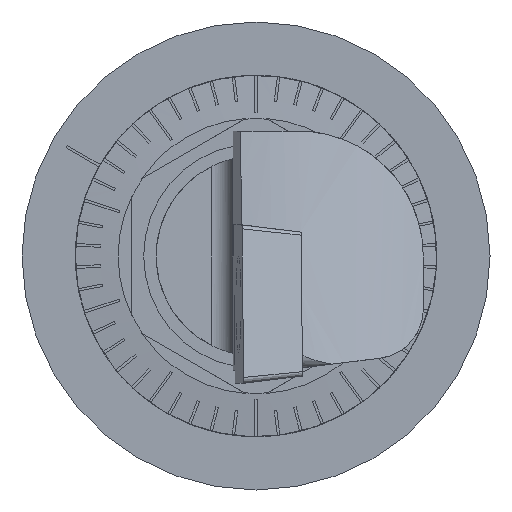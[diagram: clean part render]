
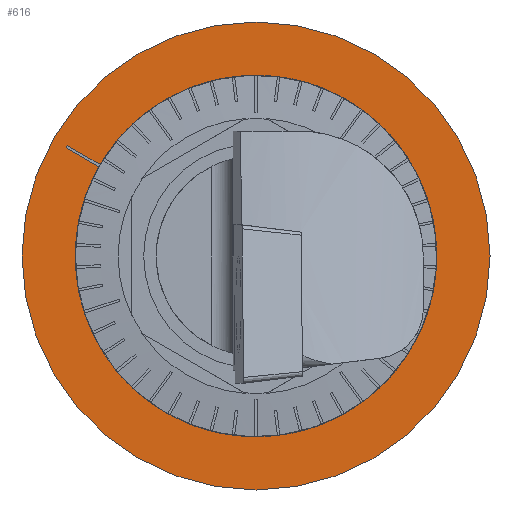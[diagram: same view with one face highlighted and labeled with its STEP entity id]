
A CAD part, left-side view. The second image highlights one B-rep face of the part: STEP entity #616.
In plain terms, the highlighted planar face has unit normal (-1, 0, 0).
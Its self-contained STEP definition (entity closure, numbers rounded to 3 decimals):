
#410=FACE_BOUND('',#1402,.T.);
#411=FACE_BOUND('',#1403,.T.);
#440=CIRCLE('',#5452,9.375);
#447=CIRCLE('',#5467,7.239);
#616=ADVANCED_FACE('',(#410,#411),#864,.T.);
#864=PLANE('',#5468);
#1402=EDGE_LOOP('',(#2662,#2663,#2664,#2665));
#1403=EDGE_LOOP('',(#2666));
#1671=LINE('',#7937,#2094);
#1672=LINE('',#7939,#2095);
#1673=LINE('',#7941,#2096);
#2094=VECTOR('',#6056,1.);
#2095=VECTOR('',#6057,1.);
#2096=VECTOR('',#6058,1.);
#2662=ORIENTED_EDGE('',*,*,#4602,.F.);
#2663=ORIENTED_EDGE('',*,*,#4603,.F.);
#2664=ORIENTED_EDGE('',*,*,#4604,.F.);
#2665=ORIENTED_EDGE('',*,*,#4605,.F.);
#2666=ORIENTED_EDGE('',*,*,#4595,.F.);
#4058=VERTEX_POINT('',#7913);
#4065=VERTEX_POINT('',#7935);
#4066=VERTEX_POINT('',#7936);
#4067=VERTEX_POINT('',#7938);
#4068=VERTEX_POINT('',#7940);
#4595=EDGE_CURVE('',#4058,#4058,#440,.T.);
#4602=EDGE_CURVE('',#4065,#4066,#447,.T.);
#4603=EDGE_CURVE('',#4067,#4065,#1671,.T.);
#4604=EDGE_CURVE('',#4068,#4067,#1672,.T.);
#4605=EDGE_CURVE('',#4066,#4068,#1673,.T.);
#5452=AXIS2_PLACEMENT_3D('',#7912,#6024,#6025);
#5467=AXIS2_PLACEMENT_3D('',#7934,#6054,#6055);
#5468=AXIS2_PLACEMENT_3D('',#7942,#6059,#6060);
#6024=DIRECTION('',(1.,0.,0.));
#6025=DIRECTION('',(0.,0.,1.));
#6054=DIRECTION('',(-1.,0.,0.));
#6055=DIRECTION('',(0.,0.,1.));
#6056=DIRECTION('',(0.,-0.866,-0.5));
#6057=DIRECTION('',(0.,0.5,-0.866));
#6058=DIRECTION('',(0.,0.866,0.5));
#6059=DIRECTION('',(-1.,0.,0.));
#6060=DIRECTION('',(0.,0.,-1.));
#7912=CARTESIAN_POINT('',(-2.8,0.,0.));
#7913=CARTESIAN_POINT('',(-2.8,0.,9.375));
#7934=CARTESIAN_POINT('',(-2.8,0.,0.));
#7935=CARTESIAN_POINT('',(-2.8,6.294,3.576));
#7936=CARTESIAN_POINT('',(-2.8,6.244,3.663));
#7937=CARTESIAN_POINT('',(-2.8,7.603,4.332));
#7938=CARTESIAN_POINT('',(-2.8,7.603,4.332));
#7939=CARTESIAN_POINT('',(-2.8,7.553,4.418));
#7940=CARTESIAN_POINT('',(-2.8,7.553,4.418));
#7941=CARTESIAN_POINT('',(-2.8,5.821,3.418));
#7942=CARTESIAN_POINT('',(-2.8,0.,-9.375));
